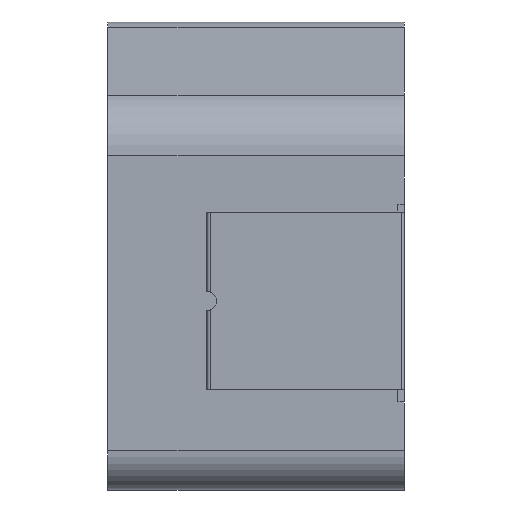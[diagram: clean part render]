
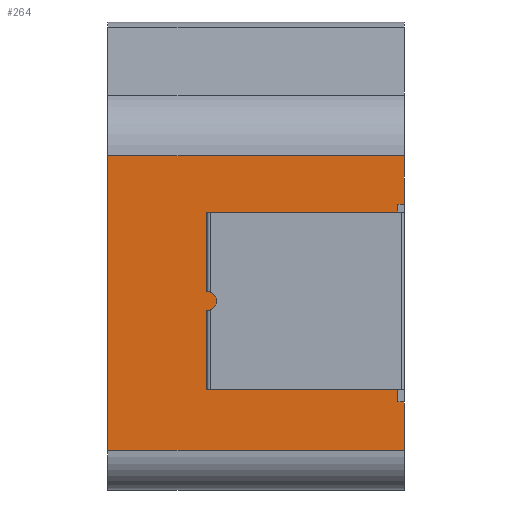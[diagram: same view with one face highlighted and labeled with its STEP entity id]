
A CAD part, left-side view. The second image highlights one B-rep face of the part: STEP entity #264.
In plain terms, the highlighted planar face has unit normal (-1, 0, 0).
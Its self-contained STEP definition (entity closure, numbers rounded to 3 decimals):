
#12 = CARTESIAN_POINT ( 'NONE',  ( -1.341, 3., -5.26 ) ) ;
#40 = CIRCLE ( 'NONE', #4786, 0.15 ) ;
#78 = CARTESIAN_POINT ( 'NONE',  ( -1.341, 2.9, -3.798 ) ) ;
#82 = DIRECTION ( 'NONE',  ( 0., -1., 0. ) ) ;
#96 = VECTOR ( 'NONE', #4489, 1000. ) ;
#101 = EDGE_CURVE ( 'NONE', #1754, #4000, #1751, .T. ) ;
#108 = VERTEX_POINT ( 'NONE', #1095 ) ;
#158 = LINE ( 'NONE', #1802, #4229 ) ;
#170 = VERTEX_POINT ( 'NONE', #2643 ) ;
#196 = CARTESIAN_POINT ( 'NONE',  ( -1.341, 0., -1.042 ) ) ;
#250 = EDGE_LOOP ( 'NONE', ( #2217, #1694, #3891, #1970 ) ) ;
#264 = ADVANCED_FACE ( 'NONE', ( #3291, #1328, #3696 ), #2953, .T. ) ;
#315 = VECTOR ( 'NONE', #3997, 1000. ) ;
#328 = VECTOR ( 'NONE', #2354, 1000. ) ;
#338 = VECTOR ( 'NONE', #2960, 1000. ) ;
#366 = DIRECTION ( 'NONE',  ( 0., 0., -1. ) ) ;
#400 = EDGE_CURVE ( 'NONE', #1105, #4652, #3461, .T. ) ;
#415 = CARTESIAN_POINT ( 'NONE',  ( -1.341, 2.9, -2.56 ) ) ;
#418 = CARTESIAN_POINT ( 'NONE',  ( -1.341, 2.9, -5.26 ) ) ;
#453 = LINE ( 'NONE', #4505, #1392 ) ;
#535 = EDGE_CURVE ( 'NONE', #170, #1318, #40, .T. ) ;
#600 = EDGE_CURVE ( 'NONE', #3204, #1619, #2819, .T. ) ;
#684 = CARTESIAN_POINT ( 'NONE',  ( -1.341, 0.1, -5.442 ) ) ;
#703 = ORIENTED_EDGE ( 'NONE', *, *, #795, .F. ) ;
#765 = LINE ( 'NONE', #4808, #1656 ) ;
#795 = EDGE_CURVE ( 'NONE', #108, #2933, #2262, .T. ) ;
#807 = CARTESIAN_POINT ( 'NONE',  ( -1.341, 3., -3.76 ) ) ;
#879 = EDGE_CURVE ( 'NONE', #3311, #3668, #3051, .T. ) ;
#908 = DIRECTION ( 'NONE',  ( 1., 0., 0. ) ) ;
#954 = CARTESIAN_POINT ( 'NONE',  ( -1.341, 0., -6.177 ) ) ;
#958 = VECTOR ( 'NONE', #2359, 1000. ) ;
#1006 = CARTESIAN_POINT ( 'NONE',  ( -1.341, 4.5, -1.042 ) ) ;
#1095 = CARTESIAN_POINT ( 'NONE',  ( -1.341, 0.1, -2.56 ) ) ;
#1101 = VERTEX_POINT ( 'NONE', #415 ) ;
#1105 = VERTEX_POINT ( 'NONE', #3308 ) ;
#1123 = DIRECTION ( 'NONE',  ( 0., 0., 1. ) ) ;
#1141 = VECTOR ( 'NONE', #4270, 1000. ) ;
#1286 = CARTESIAN_POINT ( 'NONE',  ( -1.341, 3., -4.06 ) ) ;
#1318 = VERTEX_POINT ( 'NONE', #1286 ) ;
#1319 = VECTOR ( 'NONE', #82, 1000. ) ;
#1328 = FACE_BOUND ( 'NONE', #250, .T. ) ;
#1380 = VECTOR ( 'NONE', #1726, 1000. ) ;
#1392 = VECTOR ( 'NONE', #2970, 1000. ) ;
#1425 = CARTESIAN_POINT ( 'NONE',  ( -1.341, 4.5, -1.707 ) ) ;
#1437 = ORIENTED_EDGE ( 'NONE', *, *, #879, .T. ) ;
#1495 = VECTOR ( 'NONE', #3072, 1000. ) ;
#1525 = CARTESIAN_POINT ( 'NONE',  ( -1.341, 4.5, -6.177 ) ) ;
#1562 = ORIENTED_EDGE ( 'NONE', *, *, #2237, .F. ) ;
#1619 = VERTEX_POINT ( 'NONE', #2645 ) ;
#1623 = VECTOR ( 'NONE', #2732, 1000. ) ;
#1656 = VECTOR ( 'NONE', #366, 1000. ) ;
#1694 = ORIENTED_EDGE ( 'NONE', *, *, #3604, .F. ) ;
#1706 = EDGE_LOOP ( 'NONE', ( #2734, #3942, #4434, #1437, #1913, #2453, #4710, #1562, #703, #2252 ) ) ;
#1719 = VECTOR ( 'NONE', #2536, 1000. ) ;
#1726 = DIRECTION ( 'NONE',  ( 0., 0., -1. ) ) ;
#1751 = CIRCLE ( 'NONE', #4365, 0.15 ) ;
#1754 = VERTEX_POINT ( 'NONE', #807 ) ;
#1761 = CARTESIAN_POINT ( 'NONE',  ( -1.341, 2.9, -5.26 ) ) ;
#1802 = CARTESIAN_POINT ( 'NONE',  ( -1.341, 3., -5.26 ) ) ;
#1853 = LINE ( 'NONE', #4226, #1623 ) ;
#1913 = ORIENTED_EDGE ( 'NONE', *, *, #2314, .T. ) ;
#1970 = ORIENTED_EDGE ( 'NONE', *, *, #4126, .T. ) ;
#2037 = EDGE_CURVE ( 'NONE', #3204, #108, #765, .T. ) ;
#2049 = ORIENTED_EDGE ( 'NONE', *, *, #4686, .T. ) ;
#2068 = VERTEX_POINT ( 'NONE', #4550 ) ;
#2217 = ORIENTED_EDGE ( 'NONE', *, *, #535, .F. ) ;
#2237 = EDGE_CURVE ( 'NONE', #2933, #2930, #453, .T. ) ;
#2244 = CARTESIAN_POINT ( 'NONE',  ( -1.341, 4.5, -1.042 ) ) ;
#2252 = ORIENTED_EDGE ( 'NONE', *, *, #2037, .F. ) ;
#2262 = LINE ( 'NONE', #2761, #4363 ) ;
#2306 = CARTESIAN_POINT ( 'NONE',  ( -1.341, 2.9, -5.26 ) ) ;
#2307 = LINE ( 'NONE', #1761, #1719 ) ;
#2314 = EDGE_CURVE ( 'NONE', #3668, #4652, #2389, .T. ) ;
#2354 = DIRECTION ( 'NONE',  ( 0., 0., 1. ) ) ;
#2359 = DIRECTION ( 'NONE',  ( 0., 1., 0. ) ) ;
#2389 = LINE ( 'NONE', #1525, #338 ) ;
#2453 = ORIENTED_EDGE ( 'NONE', *, *, #400, .F. ) ;
#2536 = DIRECTION ( 'NONE',  ( 0., 1., 0. ) ) ;
#2549 = LINE ( 'NONE', #196, #1380 ) ;
#2562 = CARTESIAN_POINT ( 'NONE',  ( -1.341, 3., -2.56 ) ) ;
#2643 = CARTESIAN_POINT ( 'NONE',  ( -1.341, 2.9, -4.022 ) ) ;
#2645 = CARTESIAN_POINT ( 'NONE',  ( -1.341, 0., -2.442 ) ) ;
#2732 = DIRECTION ( 'NONE',  ( 0., 0., 1. ) ) ;
#2734 = ORIENTED_EDGE ( 'NONE', *, *, #600, .T. ) ;
#2737 = CARTESIAN_POINT ( 'NONE',  ( -1.341, 4.5, -6.177 ) ) ;
#2761 = CARTESIAN_POINT ( 'NONE',  ( -1.341, 0.1, -2.442 ) ) ;
#2762 = LINE ( 'NONE', #684, #315 ) ;
#2763 = DIRECTION ( 'NONE',  ( 0., 0., 1. ) ) ;
#2819 = LINE ( 'NONE', #4498, #1319 ) ;
#2831 = VERTEX_POINT ( 'NONE', #12 ) ;
#2903 = EDGE_CURVE ( 'NONE', #1101, #3876, #3333, .T. ) ;
#2930 = VERTEX_POINT ( 'NONE', #3022 ) ;
#2933 = VERTEX_POINT ( 'NONE', #4149 ) ;
#2953 = PLANE ( 'NONE',  #3589 ) ;
#2960 = DIRECTION ( 'NONE',  ( 0., -1., 0. ) ) ;
#2970 = DIRECTION ( 'NONE',  ( 0., 0., -1. ) ) ;
#3022 = CARTESIAN_POINT ( 'NONE',  ( -1.341, 0.1, -5.442 ) ) ;
#3051 = LINE ( 'NONE', #1006, #1141 ) ;
#3072 = DIRECTION ( 'NONE',  ( 0., 0., -1. ) ) ;
#3108 = EDGE_CURVE ( 'NONE', #4366, #3311, #4406, .T. ) ;
#3145 = CARTESIAN_POINT ( 'NONE',  ( -1.341, 3., -3.91 ) ) ;
#3204 = VERTEX_POINT ( 'NONE', #3538 ) ;
#3265 = EDGE_CURVE ( 'NONE', #2068, #2831, #2307, .T. ) ;
#3271 = CARTESIAN_POINT ( 'NONE',  ( -1.341, 3., -3.91 ) ) ;
#3291 = FACE_BOUND ( 'NONE', #3600, .T. ) ;
#3308 = CARTESIAN_POINT ( 'NONE',  ( -1.341, 0., -5.442 ) ) ;
#3311 = VERTEX_POINT ( 'NONE', #1425 ) ;
#3333 = LINE ( 'NONE', #3726, #96 ) ;
#3343 = DIRECTION ( 'NONE',  ( -1., 0., 0. ) ) ;
#3391 = EDGE_CURVE ( 'NONE', #2930, #1105, #2762, .T. ) ;
#3461 = LINE ( 'NONE', #4557, #1495 ) ;
#3538 = CARTESIAN_POINT ( 'NONE',  ( -1.341, 0.1, -2.442 ) ) ;
#3589 = AXIS2_PLACEMENT_3D ( 'NONE', #2244, #3343, #1123 ) ;
#3600 = EDGE_LOOP ( 'NONE', ( #4056, #3818, #2049, #4660 ) ) ;
#3604 = EDGE_CURVE ( 'NONE', #2068, #170, #4008, .T. ) ;
#3613 = DIRECTION ( 'NONE',  ( 0., 0., 1. ) ) ;
#3668 = VERTEX_POINT ( 'NONE', #2737 ) ;
#3696 = FACE_OUTER_BOUND ( 'NONE', #1706, .T. ) ;
#3726 = CARTESIAN_POINT ( 'NONE',  ( -1.341, 2.9, -2.56 ) ) ;
#3818 = ORIENTED_EDGE ( 'NONE', *, *, #101, .F. ) ;
#3876 = VERTEX_POINT ( 'NONE', #2562 ) ;
#3891 = ORIENTED_EDGE ( 'NONE', *, *, #3265, .T. ) ;
#3942 = ORIENTED_EDGE ( 'NONE', *, *, #4646, .F. ) ;
#3997 = DIRECTION ( 'NONE',  ( 0., -1., 0. ) ) ;
#4000 = VERTEX_POINT ( 'NONE', #78 ) ;
#4008 = LINE ( 'NONE', #2306, #4484 ) ;
#4053 = DIRECTION ( 'NONE',  ( 0., 0., 1. ) ) ;
#4056 = ORIENTED_EDGE ( 'NONE', *, *, #4346, .F. ) ;
#4126 = EDGE_CURVE ( 'NONE', #2831, #1318, #1853, .T. ) ;
#4149 = CARTESIAN_POINT ( 'NONE',  ( -1.341, 0.1, -5.26 ) ) ;
#4213 = DIRECTION ( 'NONE',  ( 0., 0., -1. ) ) ;
#4226 = CARTESIAN_POINT ( 'NONE',  ( -1.341, 3., -5.26 ) ) ;
#4229 = VECTOR ( 'NONE', #4792, 1000. ) ;
#4270 = DIRECTION ( 'NONE',  ( 0., 0., -1. ) ) ;
#4346 = EDGE_CURVE ( 'NONE', #4000, #1101, #4413, .T. ) ;
#4363 = VECTOR ( 'NONE', #4213, 1000. ) ;
#4365 = AXIS2_PLACEMENT_3D ( 'NONE', #3271, #4801, #4053 ) ;
#4366 = VERTEX_POINT ( 'NONE', #4556 ) ;
#4406 = LINE ( 'NONE', #4627, #958 ) ;
#4413 = LINE ( 'NONE', #418, #328 ) ;
#4434 = ORIENTED_EDGE ( 'NONE', *, *, #3108, .T. ) ;
#4484 = VECTOR ( 'NONE', #2763, 1000. ) ;
#4489 = DIRECTION ( 'NONE',  ( 0., 1., 0. ) ) ;
#4498 = CARTESIAN_POINT ( 'NONE',  ( -1.341, 0.1, -2.442 ) ) ;
#4505 = CARTESIAN_POINT ( 'NONE',  ( -1.341, 0.1, -2.442 ) ) ;
#4550 = CARTESIAN_POINT ( 'NONE',  ( -1.341, 2.9, -5.26 ) ) ;
#4556 = CARTESIAN_POINT ( 'NONE',  ( -1.341, 0., -1.707 ) ) ;
#4557 = CARTESIAN_POINT ( 'NONE',  ( -1.341, 0., -1.042 ) ) ;
#4627 = CARTESIAN_POINT ( 'NONE',  ( -1.341, 4.5, -1.707 ) ) ;
#4646 = EDGE_CURVE ( 'NONE', #4366, #1619, #2549, .T. ) ;
#4652 = VERTEX_POINT ( 'NONE', #954 ) ;
#4660 = ORIENTED_EDGE ( 'NONE', *, *, #2903, .F. ) ;
#4686 = EDGE_CURVE ( 'NONE', #1754, #3876, #158, .T. ) ;
#4710 = ORIENTED_EDGE ( 'NONE', *, *, #3391, .F. ) ;
#4786 = AXIS2_PLACEMENT_3D ( 'NONE', #3145, #908, #3613 ) ;
#4792 = DIRECTION ( 'NONE',  ( 0., 0., 1. ) ) ;
#4801 = DIRECTION ( 'NONE',  ( 1., 0., 0. ) ) ;
#4808 = CARTESIAN_POINT ( 'NONE',  ( -1.341, 0.1, -2.442 ) ) ;
